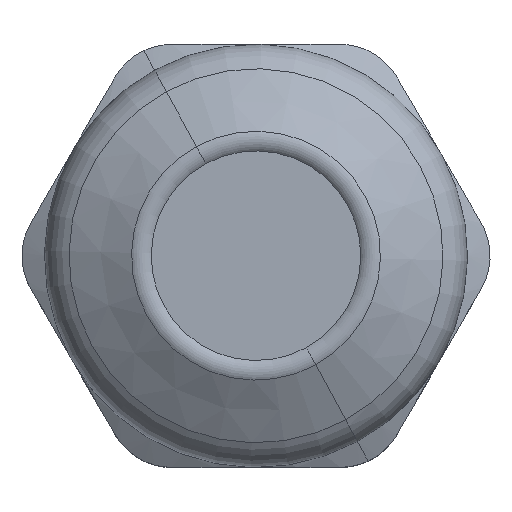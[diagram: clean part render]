
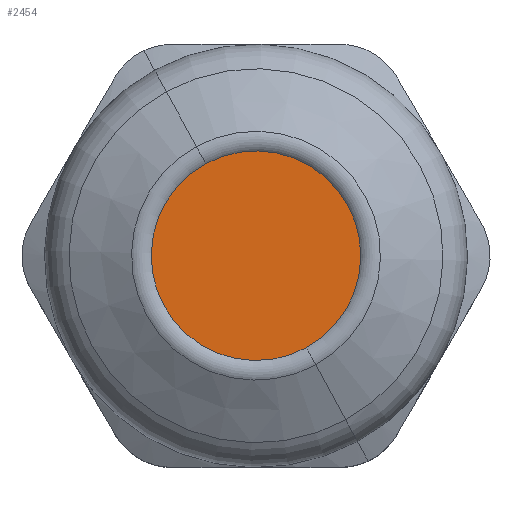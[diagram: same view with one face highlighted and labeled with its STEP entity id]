
A CAD part, top view. The second image highlights one B-rep face of the part: STEP entity #2454.
In plain terms, the highlighted planar face has unit normal (0, 0, 1).
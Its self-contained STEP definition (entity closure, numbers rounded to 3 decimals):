
#2350=CARTESIAN_POINT('Axis2P3D Location',(0.,0.,46.157)) ;
#2354=CARTESIAN_POINT('Vertex',(6.204,3.39,46.157)) ;
#2356=CARTESIAN_POINT('Vertex',(-6.204,-3.39,46.157)) ;
#2385=CARTESIAN_POINT('Axis2P3D Location',(0.,0.,46.157)) ;
#2445=CARTESIAN_POINT('Axis2P3D Location',(7.07,0.,46.157)) ;
#2351=DIRECTION('Axis2P3D Direction',(0.,0.,-1.)) ;
#2386=DIRECTION('Axis2P3D Direction',(0.,0.,-1.)) ;
#2446=DIRECTION('Axis2P3D Direction',(0.,0.,1.)) ;
#2447=DIRECTION('Axis2P3D XDirection',(1.,0.,0.)) ;
#2352=AXIS2_PLACEMENT_3D('Circle Axis2P3D',#2350,#2351,$) ;
#2387=AXIS2_PLACEMENT_3D('Circle Axis2P3D',#2385,#2386,$) ;
#2448=AXIS2_PLACEMENT_3D('Plane Axis2P3D',#2445,#2446,#2447) ;
#2451=ORIENTED_EDGE('',*,*,#2358,.T.) ;
#2452=ORIENTED_EDGE('',*,*,#2389,.T.) ;
#2454=ADVANCED_FACE('Body.5',(#2453),#2449,.T.) ;
#2353=CIRCLE('generated circle',#2352,7.07) ;
#2388=CIRCLE('generated circle',#2387,7.07) ;
#2358=EDGE_CURVE('',#2355,#2357,#2353,.F.) ;
#2389=EDGE_CURVE('',#2357,#2355,#2388,.F.) ;
#2450=EDGE_LOOP('',(#2451,#2452)) ;
#2453=FACE_OUTER_BOUND('',#2450,.T.) ;
#2449=PLANE('',#2448) ;
#2355=VERTEX_POINT('',#2354) ;
#2357=VERTEX_POINT('',#2356) ;
